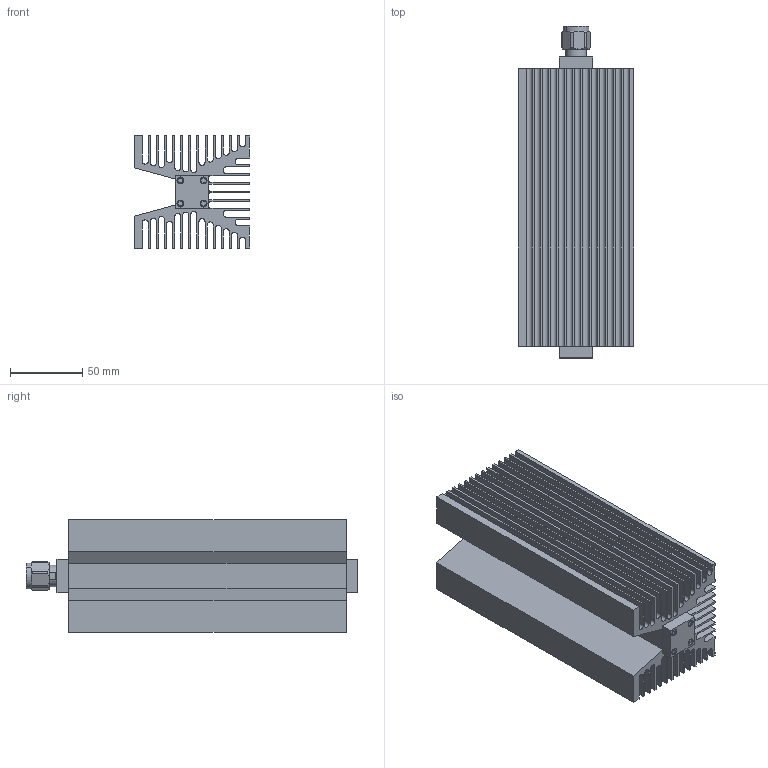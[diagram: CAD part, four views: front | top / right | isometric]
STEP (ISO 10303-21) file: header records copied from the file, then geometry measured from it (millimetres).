
FILE_DESCRIPTION (( 'STEP AP214' ), '1' );
FILE_NAME ('CM-NF-50-2.STEP', '2025-03-11T17:40:30', ( '' ), ( '' ), 'SwSTEP 2.0', 'SolidWorks 2021', '' );
FILE_SCHEMA (( 'AUTOMOTIVE_DESIGN' ));
Length unit declared in the file: millimetre
Products named in the file (1): CM-NF-50-2
Bounding box: 80 x 229.4 x 78 mm (x, y, z)
Volume: 530837.5 mm3; surface area: 323714.3 mm2
Topology: 2 solids, 10 shells, 401 faces, 1018 edges, 672 vertices
Faces by surface type: plane 261, cylinder 122, cone 14, bspline 2, torus 2
Entity records: 13909 total; most frequent: CARTESIAN_POINT 3970, DIRECTION 2068, ORIENTED_EDGE 2036, EDGE_CURVE 1018, VECTOR 704, LINE 704, AXIS2_PLACEMENT_3D 682, VERTEX_POINT 672
